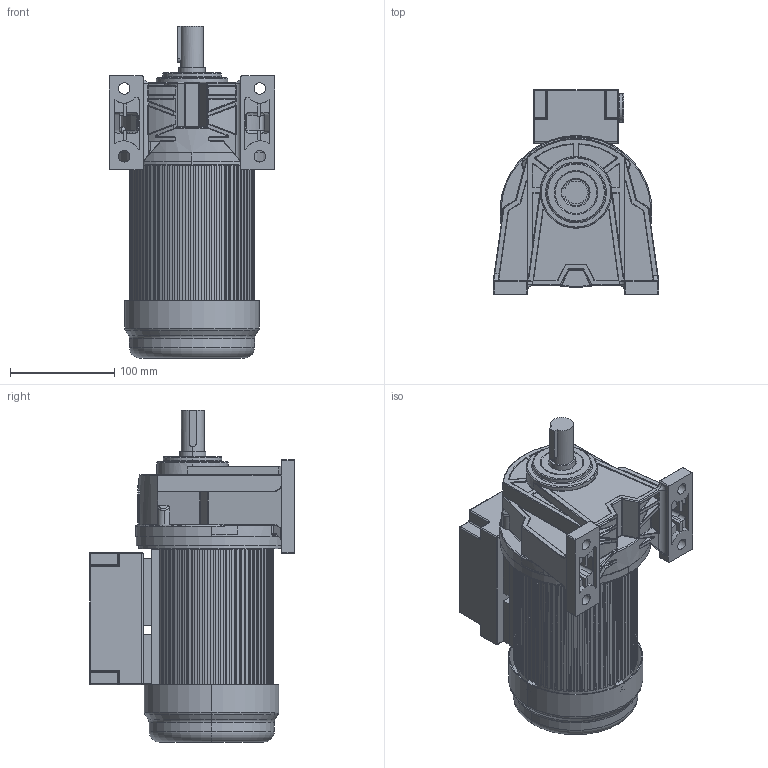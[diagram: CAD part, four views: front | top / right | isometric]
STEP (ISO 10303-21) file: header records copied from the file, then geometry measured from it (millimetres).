
FILE_DESCRIPTION((''),'2;1');
FILE_NAME('GH-22-200-I-A-B-G30003_ASM','2024-01-31T13:58:59',('mayn'),(''),'CREO PARAMETRIC BY PTC INC, 2020053','CREO PARAMETRIC BY PTC INC, 2020053','');
FILE_SCHEMA(('CONFIG_CONTROL_DESIGN'));
Products named in the file (13): _1_50001; 110_AO_1_2_3_4_5_600; 127-55_AO_1_2_3_4_0002; _GH22__AO_1_2_3_4_0002; MANIFOLD_SOLID_BRE0013; MANIFOLD_SOLID_BRE0014; GH22__ASM_AO_1_2_30004_ASM; G22JIGGONG_AO_1_2_0004; ASM0002_ASM_1_ASM_0007_ASM; 110_130_AO_1_2_3_40003; GH-22-200-I-A-G3-T0003_ASM; GH-22-200-I-A-B-G3-TR_ASM; GH-22-200-I-A-B-G30003_ASM
Assembly tree (12 placements, depth 6):
  GH-22-200-I-A-B-G30003_ASM
    GH-22-200-I-A-B-G3-TR_ASM
      _1_50001
      GH-22-200-I-A-G3-T0003_ASM
        110_AO_1_2_3_4_5_600
        127-55_AO_1_2_3_4_0002
        ASM0002_ASM_1_ASM_0007_ASM
          GH22__ASM_AO_1_2_30004_ASM
            _GH22__AO_1_2_3_4_0002
            MANIFOLD_SOLID_BRE0013
            MANIFOLD_SOLID_BRE0014
          G22JIGGONG_AO_1_2_0004
        110_130_AO_1_2_3_40003
Bounding box: 158.79 x 196.33 x 318.41 mm (x, y, z)
Volume: 1136802.1 mm3; surface area: 511507.5 mm2
Topology: 7 solids, 15 shells, 2829 faces, 7996 edges, 5090 vertices
Faces by surface type: plane 1380, cylinder 842, torus 260, bspline 130, sphere 116, cone 97, extrusion 4
Entity records: 105432 total; most frequent: CARTESIAN_POINT 31472, ORIENTED_EDGE 15766, DIRECTION 15321, EDGE_CURVE 7922, AXIS2_PLACEMENT_3D 5267, VERTEX_POINT 5090, VECTOR 4787, LINE 4783
